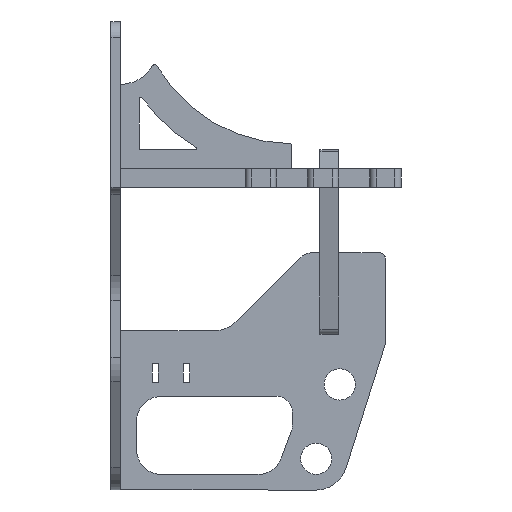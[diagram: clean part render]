
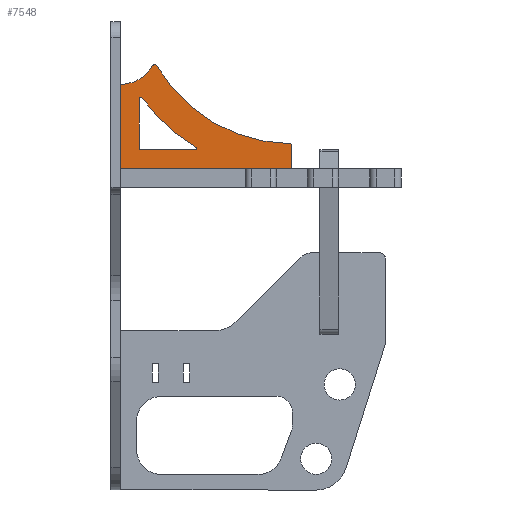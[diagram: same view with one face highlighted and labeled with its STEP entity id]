
A CAD part, left-side view. The second image highlights one B-rep face of the part: STEP entity #7548.
In plain terms, the highlighted face is planar.
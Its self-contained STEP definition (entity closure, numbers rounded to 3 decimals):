
#152=FACE_BOUND('',#1193,.T.);
#380=PLANE('',#8068);
#725=FACE_OUTER_BOUND('',#1192,.T.);
#1192=EDGE_LOOP('',(#6612,#6613,#6614,#6615,#6616,#6617,#6618,#6619,#6620,
#6621,#6622,#6623,#6624,#6625,#6626,#6627,#6628));
#1193=EDGE_LOOP('',(#6629,#6630,#6631,#6632,#6633,#6634));
#1920=LINE('',#11761,#2793);
#1923=LINE('',#11770,#2796);
#1942=LINE('',#11824,#2815);
#1944=LINE('',#11828,#2817);
#1946=LINE('',#11832,#2819);
#1948=LINE('',#11836,#2821);
#1950=LINE('',#11840,#2823);
#1952=LINE('',#11846,#2825);
#1954=LINE('',#11850,#2827);
#1956=LINE('',#11854,#2829);
#1958=LINE('',#11858,#2831);
#1960=LINE('',#11862,#2833);
#1962=LINE('',#11866,#2835);
#1964=LINE('',#11870,#2837);
#1966=LINE('',#11873,#2839);
#2793=VECTOR('',#9615,17.441);
#2796=VECTOR('',#9626,15.938);
#2815=VECTOR('',#9669,10.);
#2817=VECTOR('',#9673,3.);
#2819=VECTOR('',#9677,10.);
#2821=VECTOR('',#9681,3.);
#2823=VECTOR('',#9685,7.);
#2825=VECTOR('',#9693,13.256);
#2827=VECTOR('',#9697,10.);
#2829=VECTOR('',#9701,6.);
#2831=VECTOR('',#9705,19.);
#2833=VECTOR('',#9709,6.);
#2835=VECTOR('',#9713,10.);
#2837=VECTOR('',#9717,6.);
#2839=VECTOR('',#9721,16.);
#3180=CIRCLE('',#8029,0.5);
#3182=CIRCLE('',#8032,59.641);
#3184=CIRCLE('',#8035,0.5);
#3186=CIRCLE('',#8039,0.5);
#3188=CIRCLE('',#8043,0.75);
#3191=CIRCLE('',#8047,50.);
#3194=CIRCLE('',#8052,0.75);
#3195=CIRCLE('',#8059,12.);
#3746=VERTEX_POINT('',#11736);
#3747=VERTEX_POINT('',#11737);
#3750=VERTEX_POINT('',#11745);
#3752=VERTEX_POINT('',#11751);
#3753=VERTEX_POINT('',#11752);
#3756=VERTEX_POINT('',#11763);
#3758=VERTEX_POINT('',#11772);
#3759=VERTEX_POINT('',#11773);
#3763=VERTEX_POINT('',#11783);
#3778=VERTEX_POINT('',#11817);
#3779=VERTEX_POINT('',#11821);
#3780=VERTEX_POINT('',#11823);
#3781=VERTEX_POINT('',#11827);
#3782=VERTEX_POINT('',#11831);
#3783=VERTEX_POINT('',#11835);
#3784=VERTEX_POINT('',#11839);
#3785=VERTEX_POINT('',#11845);
#3786=VERTEX_POINT('',#11849);
#3787=VERTEX_POINT('',#11853);
#3788=VERTEX_POINT('',#11857);
#3789=VERTEX_POINT('',#11861);
#3790=VERTEX_POINT('',#11865);
#3791=VERTEX_POINT('',#11869);
#4702=EDGE_CURVE('',#3746,#3747,#3180,.T.);
#4706=EDGE_CURVE('',#3750,#3747,#3182,.T.);
#4709=EDGE_CURVE('',#3752,#3753,#3184,.T.);
#4714=EDGE_CURVE('',#3746,#3753,#1920,.T.);
#4715=EDGE_CURVE('',#3750,#3756,#3186,.T.);
#4719=EDGE_CURVE('',#3752,#3756,#1923,.T.);
#4720=EDGE_CURVE('',#3758,#3759,#3188,.T.);
#4726=EDGE_CURVE('',#3758,#3763,#3191,.T.);
#4742=EDGE_CURVE('',#3778,#3763,#3194,.T.);
#4745=EDGE_CURVE('',#3780,#3779,#1942,.T.);
#4747=EDGE_CURVE('',#3781,#3780,#1944,.T.);
#4749=EDGE_CURVE('',#3782,#3781,#1946,.T.);
#4751=EDGE_CURVE('',#3783,#3782,#1948,.T.);
#4753=EDGE_CURVE('',#3784,#3783,#1950,.T.);
#4755=EDGE_CURVE('',#3778,#3784,#3195,.T.);
#4756=EDGE_CURVE('',#3785,#3759,#1952,.T.);
#4758=EDGE_CURVE('',#3786,#3785,#1954,.T.);
#4760=EDGE_CURVE('',#3787,#3786,#1956,.T.);
#4762=EDGE_CURVE('',#3788,#3787,#1958,.T.);
#4764=EDGE_CURVE('',#3789,#3788,#1960,.T.);
#4766=EDGE_CURVE('',#3790,#3789,#1962,.T.);
#4768=EDGE_CURVE('',#3791,#3790,#1964,.T.);
#4770=EDGE_CURVE('',#3779,#3791,#1966,.T.);
#6612=ORIENTED_EDGE('',*,*,#4720,.F.);
#6613=ORIENTED_EDGE('',*,*,#4726,.T.);
#6614=ORIENTED_EDGE('',*,*,#4742,.F.);
#6615=ORIENTED_EDGE('',*,*,#4755,.T.);
#6616=ORIENTED_EDGE('',*,*,#4753,.T.);
#6617=ORIENTED_EDGE('',*,*,#4751,.T.);
#6618=ORIENTED_EDGE('',*,*,#4749,.T.);
#6619=ORIENTED_EDGE('',*,*,#4747,.T.);
#6620=ORIENTED_EDGE('',*,*,#4745,.T.);
#6621=ORIENTED_EDGE('',*,*,#4770,.T.);
#6622=ORIENTED_EDGE('',*,*,#4768,.T.);
#6623=ORIENTED_EDGE('',*,*,#4766,.T.);
#6624=ORIENTED_EDGE('',*,*,#4764,.T.);
#6625=ORIENTED_EDGE('',*,*,#4762,.T.);
#6626=ORIENTED_EDGE('',*,*,#4760,.T.);
#6627=ORIENTED_EDGE('',*,*,#4758,.T.);
#6628=ORIENTED_EDGE('',*,*,#4756,.T.);
#6629=ORIENTED_EDGE('',*,*,#4706,.T.);
#6630=ORIENTED_EDGE('',*,*,#4702,.F.);
#6631=ORIENTED_EDGE('',*,*,#4714,.T.);
#6632=ORIENTED_EDGE('',*,*,#4709,.F.);
#6633=ORIENTED_EDGE('',*,*,#4719,.T.);
#6634=ORIENTED_EDGE('',*,*,#4715,.F.);
#7548=ADVANCED_FACE('',(#725,#152),#380,.T.);
#8029=AXIS2_PLACEMENT_3D('',#11738,#9591,#9592);
#8032=AXIS2_PLACEMENT_3D('',#11746,#9599,#9600);
#8035=AXIS2_PLACEMENT_3D('',#11753,#9606,#9607);
#8039=AXIS2_PLACEMENT_3D('',#11764,#9618,#9619);
#8043=AXIS2_PLACEMENT_3D('',#11774,#9629,#9630);
#8047=AXIS2_PLACEMENT_3D('',#11785,#9640,#9641);
#8052=AXIS2_PLACEMENT_3D('',#11818,#9663,#9664);
#8059=AXIS2_PLACEMENT_3D('',#11843,#9689,#9690);
#8068=AXIS2_PLACEMENT_3D('',#11874,#9722,#9723);
#9591=DIRECTION('center_axis',(1.,0.,0.));
#9592=DIRECTION('ref_axis',(0.,-0.268,-0.963));
#9599=DIRECTION('center_axis',(1.,0.,0.));
#9600=DIRECTION('ref_axis',(0.,-0.57,0.822));
#9606=DIRECTION('center_axis',(1.,0.,0.));
#9607=DIRECTION('ref_axis',(0.,-0.707,0.707));
#9615=DIRECTION('',(0.,0.,1.));
#9618=DIRECTION('center_axis',(1.,0.,0.));
#9619=DIRECTION('ref_axis',(0.,0.95,0.311));
#9626=DIRECTION('',(0.,1.,0.));
#9629=DIRECTION('center_axis',(-1.,0.,0.));
#9630=DIRECTION('ref_axis',(0.,0.702,-0.712));
#9640=DIRECTION('center_axis',(-1.,0.,0.));
#9641=DIRECTION('ref_axis',(0.,0.475,-0.88));
#9663=DIRECTION('center_axis',(-1.,0.,0.));
#9664=DIRECTION('ref_axis',(0.,1.,0.));
#9669=DIRECTION('',(0.,-1.,0.));
#9673=DIRECTION('',(0.,0.,-1.));
#9677=DIRECTION('',(0.,-1.,0.));
#9681=DIRECTION('',(0.,0.,1.));
#9685=DIRECTION('',(0.,-1.,0.));
#9689=DIRECTION('center_axis',(-1.,0.,0.));
#9690=DIRECTION('ref_axis',(0.,1.,0.));
#9693=DIRECTION('',(0.,1.,0.));
#9697=DIRECTION('',(0.,0.,-1.));
#9701=DIRECTION('',(0.,-1.,0.));
#9705=DIRECTION('',(0.,0.,-1.));
#9709=DIRECTION('',(0.,1.,0.));
#9713=DIRECTION('',(0.,0.,-1.));
#9717=DIRECTION('',(0.,-1.,0.));
#9721=DIRECTION('',(0.,0.,-1.));
#9722=DIRECTION('center_axis',(1.,0.,0.));
#9723=DIRECTION('ref_axis',(0.,0.,-1.));
#11736=CARTESIAN_POINT('',(6.,-60.481,29.619));
#11737=CARTESIAN_POINT('',(6.,-59.553,29.36));
#11738=CARTESIAN_POINT('Origin',(6.,-59.981,29.619));
#11745=CARTESIAN_POINT('',(6.,-43.747,46.657));
#11746=CARTESIAN_POINT('Origin',(6.,-8.481,-1.44));
#11751=CARTESIAN_POINT('',(6.,-59.981,47.56));
#11752=CARTESIAN_POINT('',(6.,-60.481,47.06));
#11753=CARTESIAN_POINT('Origin',(6.,-59.981,47.06));
#11761=CARTESIAN_POINT('',(6.,-60.481,28.762));
#11763=CARTESIAN_POINT('',(6.,-44.043,47.56));
#11764=CARTESIAN_POINT('Origin',(6.,-44.043,47.06));
#11770=CARTESIAN_POINT('',(6.,-59.697,47.56));
#11772=CARTESIAN_POINT('',(6.,-58.476,-0.701));
#11773=CARTESIAN_POINT('',(6.,-59.226,-1.44));
#11774=CARTESIAN_POINT('Origin',(6.,-59.226,-0.69));
#11783=CARTESIAN_POINT('',(6.,-33.475,41.865));
#11785=CARTESIAN_POINT('Origin',(6.,-8.481,-1.44));
#11817=CARTESIAN_POINT('',(6.,-33.475,43.164));
#11818=CARTESIAN_POINT('Origin',(6.,-33.85,42.515));
#11821=CARTESIAN_POINT('',(6.,-66.481,53.56));
#11823=CARTESIAN_POINT('',(6.,-56.481,53.56));
#11824=CARTESIAN_POINT('',(6.,-56.481,53.56));
#11827=CARTESIAN_POINT('',(6.,-56.481,56.56));
#11828=CARTESIAN_POINT('',(6.,-56.481,56.56));
#11831=CARTESIAN_POINT('',(6.,-46.481,56.56));
#11832=CARTESIAN_POINT('',(6.,-46.481,56.56));
#11835=CARTESIAN_POINT('',(6.,-46.481,53.56));
#11836=CARTESIAN_POINT('',(6.,-46.481,53.56));
#11839=CARTESIAN_POINT('',(6.,-39.481,53.56));
#11840=CARTESIAN_POINT('',(6.,-39.481,53.56));
#11843=CARTESIAN_POINT('Origin',(6.,-27.481,53.56));
#11845=CARTESIAN_POINT('',(6.,-72.481,-1.44));
#11846=CARTESIAN_POINT('',(6.,-72.481,-1.44));
#11849=CARTESIAN_POINT('',(6.,-72.481,8.56));
#11850=CARTESIAN_POINT('',(6.,-72.481,8.56));
#11853=CARTESIAN_POINT('',(6.,-66.481,8.56));
#11854=CARTESIAN_POINT('',(6.,-66.481,8.56));
#11857=CARTESIAN_POINT('',(6.,-66.481,27.56));
#11858=CARTESIAN_POINT('',(6.,-66.481,27.56));
#11861=CARTESIAN_POINT('',(6.,-72.481,27.56));
#11862=CARTESIAN_POINT('',(6.,-72.481,27.56));
#11865=CARTESIAN_POINT('',(6.,-72.481,37.56));
#11866=CARTESIAN_POINT('',(6.,-72.481,37.56));
#11869=CARTESIAN_POINT('',(6.,-66.481,37.56));
#11870=CARTESIAN_POINT('',(6.,-66.481,37.56));
#11873=CARTESIAN_POINT('',(6.,-66.481,53.56));
#11874=CARTESIAN_POINT('Origin',(6.,-58.912,29.759));
